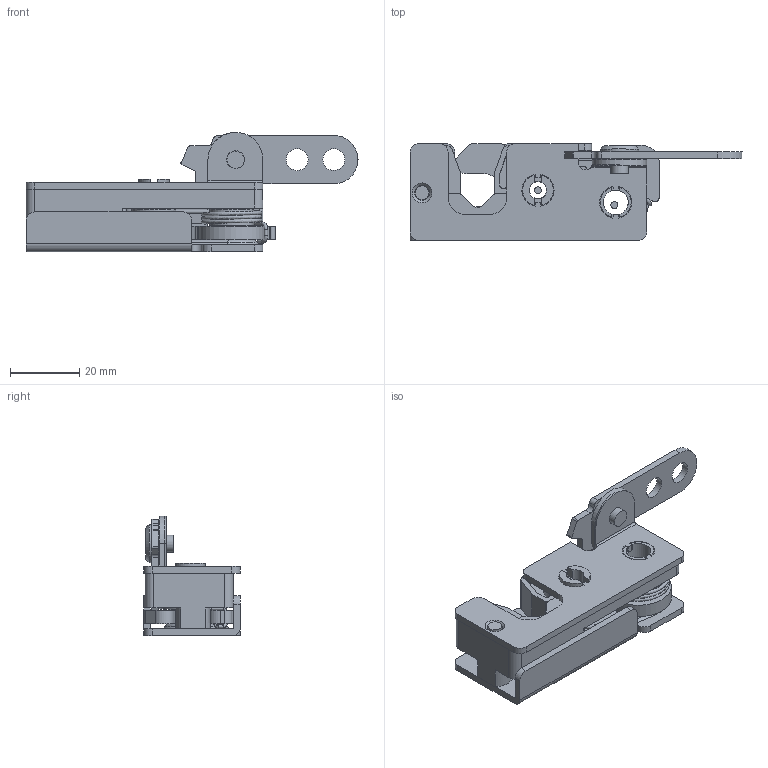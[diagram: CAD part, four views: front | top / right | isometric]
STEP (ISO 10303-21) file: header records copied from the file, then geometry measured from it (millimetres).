
FILE_DESCRIPTION(('STEP AP203'),'1');
FILE_NAME('2800.2.3.1.1.001.step','2019-09-23T13:01:25',(' '),(' '),'Spatial InterOp 3D',' ',' ');
FILE_SCHEMA(('CONFIG_CONTROL_DESIGN'));
Length unit declared in the file: millimetre
Products named in the file (15): 1; 2; 3; 4; 5; 6; 7; 8; 9; 10; 11; 12; 13; 14; 15
Bounding box: 96 x 28 x 34.5 mm (x, y, z)
Volume: 23060.4 mm3; surface area: 24517.7 mm2
Topology: 14 solids, 14 shells, 437 faces, 1159 edges, 766 vertices
Faces by surface type: plane 227, cylinder 162, cone 32, torus 13, bspline 3
Full cylindrical faces by diameter (mm): 1 x7, 2 x2, 4 x2, 4.1 x1, 4.3 x1, 5 x3, 5.1 x1, 5.2 x1, 6.3 x2, 6.8 x1, 7 x1, 7.2 x1, 8.9 x2, 9.1 x2, 10.5 x4, 10.8 x2, 10.9 x2, 11 x1, 12.7 x2
Entity records: 15315 total; most frequent: CARTESIAN_POINT 3614, DIRECTION 2401, ORIENTED_EDGE 2204, EDGE_CURVE 1102, AXIS2_PLACEMENT_3D 860, VERTEX_POINT 753, LINE 681, VECTOR 681
